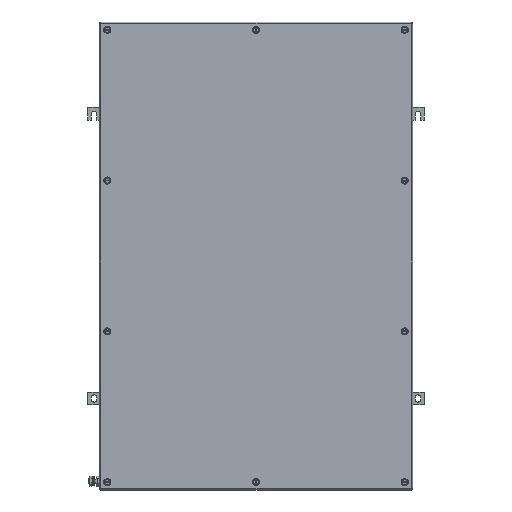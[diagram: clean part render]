
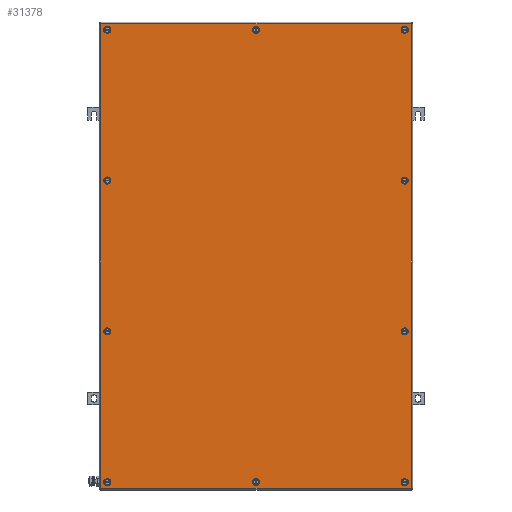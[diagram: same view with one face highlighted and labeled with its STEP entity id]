
A CAD part, top view. The second image highlights one B-rep face of the part: STEP entity #31378.
In plain terms, the highlighted planar face has unit normal (0, 0, 1).
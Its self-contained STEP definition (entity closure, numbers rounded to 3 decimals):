
#31144=AXIS2_PLACEMENT_3D('Circle Axis2P3D',#31142,#31143,$) ;
#31171=AXIS2_PLACEMENT_3D('Plane Axis2P3D',#31168,#31169,#31170) ;
#31209=AXIS2_PLACEMENT_3D('Circle Axis2P3D',#31207,#31208,$) ;
#31218=AXIS2_PLACEMENT_3D('Circle Axis2P3D',#31216,#31217,$) ;
#31227=AXIS2_PLACEMENT_3D('Circle Axis2P3D',#31225,#31226,$) ;
#31236=AXIS2_PLACEMENT_3D('Circle Axis2P3D',#31234,#31235,$) ;
#31245=AXIS2_PLACEMENT_3D('Circle Axis2P3D',#31243,#31244,$) ;
#31254=AXIS2_PLACEMENT_3D('Circle Axis2P3D',#31252,#31253,$) ;
#31263=AXIS2_PLACEMENT_3D('Circle Axis2P3D',#31261,#31262,$) ;
#31272=AXIS2_PLACEMENT_3D('Circle Axis2P3D',#31270,#31271,$) ;
#31281=AXIS2_PLACEMENT_3D('Circle Axis2P3D',#31279,#31280,$) ;
#31290=AXIS2_PLACEMENT_3D('Circle Axis2P3D',#31288,#31289,$) ;
#31299=AXIS2_PLACEMENT_3D('Circle Axis2P3D',#31297,#31298,$) ;
#31308=AXIS2_PLACEMENT_3D('Circle Axis2P3D',#31306,#31307,$) ;
#31317=AXIS2_PLACEMENT_3D('Circle Axis2P3D',#31315,#31316,$) ;
#31326=AXIS2_PLACEMENT_3D('Circle Axis2P3D',#31324,#31325,$) ;
#31335=AXIS2_PLACEMENT_3D('Circle Axis2P3D',#31333,#31334,$) ;
#31344=AXIS2_PLACEMENT_3D('Circle Axis2P3D',#31342,#31343,$) ;
#31353=AXIS2_PLACEMENT_3D('Circle Axis2P3D',#31351,#31352,$) ;
#31362=AXIS2_PLACEMENT_3D('Circle Axis2P3D',#31360,#31361,$) ;
#31371=AXIS2_PLACEMENT_3D('Circle Axis2P3D',#31369,#31370,$) ;
#31139=CARTESIAN_POINT('Vertex',(41.5,606.667,203.5)) ;
#31142=CARTESIAN_POINT('Axis2P3D Location',(38.,606.667,203.5)) ;
#31146=CARTESIAN_POINT('Vertex',(34.5,606.667,203.5)) ;
#31168=CARTESIAN_POINT('Axis2P3D Location',(330.5,459.5,203.5)) ;
#31173=CARTESIAN_POINT('Line Origine',(330.5,916.,203.5)) ;
#31177=CARTESIAN_POINT('Vertex',(635.,916.,203.5)) ;
#31179=CARTESIAN_POINT('Vertex',(26.,916.,203.5)) ;
#31182=CARTESIAN_POINT('Line Origine',(26.,459.5,203.5)) ;
#31186=CARTESIAN_POINT('Vertex',(26.,3.,203.5)) ;
#31189=CARTESIAN_POINT('Line Origine',(330.5,3.,203.5)) ;
#31193=CARTESIAN_POINT('Vertex',(635.,3.,203.5)) ;
#31196=CARTESIAN_POINT('Line Origine',(635.,459.5,203.5)) ;
#31207=CARTESIAN_POINT('Axis2P3D Location',(38.,606.667,203.5)) ;
#31216=CARTESIAN_POINT('Axis2P3D Location',(38.,312.333,203.5)) ;
#31220=CARTESIAN_POINT('Vertex',(34.5,312.333,203.5)) ;
#31222=CARTESIAN_POINT('Vertex',(41.5,312.333,203.5)) ;
#31225=CARTESIAN_POINT('Axis2P3D Location',(38.,312.333,203.5)) ;
#31234=CARTESIAN_POINT('Axis2P3D Location',(623.,312.333,203.5)) ;
#31238=CARTESIAN_POINT('Vertex',(626.5,312.333,203.5)) ;
#31240=CARTESIAN_POINT('Vertex',(619.5,312.333,203.5)) ;
#31243=CARTESIAN_POINT('Axis2P3D Location',(623.,312.333,203.5)) ;
#31252=CARTESIAN_POINT('Axis2P3D Location',(623.,606.667,203.5)) ;
#31256=CARTESIAN_POINT('Vertex',(626.5,606.667,203.5)) ;
#31258=CARTESIAN_POINT('Vertex',(619.5,606.667,203.5)) ;
#31261=CARTESIAN_POINT('Axis2P3D Location',(623.,606.667,203.5)) ;
#31270=CARTESIAN_POINT('Axis2P3D Location',(330.5,15.,203.5)) ;
#31274=CARTESIAN_POINT('Vertex',(334.,15.,203.5)) ;
#31276=CARTESIAN_POINT('Vertex',(327.,15.,203.5)) ;
#31279=CARTESIAN_POINT('Axis2P3D Location',(330.5,15.,203.5)) ;
#31288=CARTESIAN_POINT('Axis2P3D Location',(330.5,904.,203.5)) ;
#31292=CARTESIAN_POINT('Vertex',(334.,904.,203.5)) ;
#31294=CARTESIAN_POINT('Vertex',(327.,904.,203.5)) ;
#31297=CARTESIAN_POINT('Axis2P3D Location',(330.5,904.,203.5)) ;
#31306=CARTESIAN_POINT('Axis2P3D Location',(38.,904.,203.5)) ;
#31310=CARTESIAN_POINT('Vertex',(34.5,904.,203.5)) ;
#31312=CARTESIAN_POINT('Vertex',(41.5,904.,203.5)) ;
#31315=CARTESIAN_POINT('Axis2P3D Location',(38.,904.,203.5)) ;
#31324=CARTESIAN_POINT('Axis2P3D Location',(38.,15.,203.5)) ;
#31328=CARTESIAN_POINT('Vertex',(34.5,15.,203.5)) ;
#31330=CARTESIAN_POINT('Vertex',(41.5,15.,203.5)) ;
#31333=CARTESIAN_POINT('Axis2P3D Location',(38.,15.,203.5)) ;
#31342=CARTESIAN_POINT('Axis2P3D Location',(623.,15.,203.5)) ;
#31346=CARTESIAN_POINT('Vertex',(626.5,15.,203.5)) ;
#31348=CARTESIAN_POINT('Vertex',(619.5,15.,203.5)) ;
#31351=CARTESIAN_POINT('Axis2P3D Location',(623.,15.,203.5)) ;
#31360=CARTESIAN_POINT('Axis2P3D Location',(623.,904.,203.5)) ;
#31364=CARTESIAN_POINT('Vertex',(626.5,904.,203.5)) ;
#31366=CARTESIAN_POINT('Vertex',(619.5,904.,203.5)) ;
#31369=CARTESIAN_POINT('Axis2P3D Location',(623.,904.,203.5)) ;
#31143=DIRECTION('Axis2P3D Direction',(0.,0.,1.)) ;
#31169=DIRECTION('Axis2P3D Direction',(0.,0.,1.)) ;
#31170=DIRECTION('Axis2P3D XDirection',(1.,0.,0.)) ;
#31174=DIRECTION('Vector Direction',(1.,0.,0.)) ;
#31183=DIRECTION('Vector Direction',(0.,-1.,0.)) ;
#31190=DIRECTION('Vector Direction',(1.,0.,0.)) ;
#31197=DIRECTION('Vector Direction',(0.,1.,0.)) ;
#31208=DIRECTION('Axis2P3D Direction',(0.,0.,1.)) ;
#31217=DIRECTION('Axis2P3D Direction',(0.,0.,1.)) ;
#31226=DIRECTION('Axis2P3D Direction',(0.,0.,1.)) ;
#31235=DIRECTION('Axis2P3D Direction',(0.,0.,1.)) ;
#31244=DIRECTION('Axis2P3D Direction',(0.,0.,1.)) ;
#31253=DIRECTION('Axis2P3D Direction',(0.,0.,1.)) ;
#31262=DIRECTION('Axis2P3D Direction',(0.,0.,1.)) ;
#31271=DIRECTION('Axis2P3D Direction',(0.,0.,1.)) ;
#31280=DIRECTION('Axis2P3D Direction',(0.,0.,1.)) ;
#31289=DIRECTION('Axis2P3D Direction',(0.,0.,1.)) ;
#31298=DIRECTION('Axis2P3D Direction',(0.,0.,1.)) ;
#31307=DIRECTION('Axis2P3D Direction',(0.,0.,1.)) ;
#31316=DIRECTION('Axis2P3D Direction',(0.,0.,1.)) ;
#31325=DIRECTION('Axis2P3D Direction',(0.,0.,1.)) ;
#31334=DIRECTION('Axis2P3D Direction',(0.,0.,1.)) ;
#31343=DIRECTION('Axis2P3D Direction',(0.,0.,1.)) ;
#31352=DIRECTION('Axis2P3D Direction',(0.,0.,1.)) ;
#31361=DIRECTION('Axis2P3D Direction',(0.,0.,1.)) ;
#31370=DIRECTION('Axis2P3D Direction',(0.,0.,1.)) ;
#31175=VECTOR('Line Direction',#31174,1.) ;
#31184=VECTOR('Line Direction',#31183,1.) ;
#31191=VECTOR('Line Direction',#31190,1.) ;
#31198=VECTOR('Line Direction',#31197,1.) ;
#31202=ORIENTED_EDGE('',*,*,#31181,.T.) ;
#31203=ORIENTED_EDGE('',*,*,#31188,.T.) ;
#31204=ORIENTED_EDGE('',*,*,#31195,.T.) ;
#31205=ORIENTED_EDGE('',*,*,#31200,.T.) ;
#31213=ORIENTED_EDGE('',*,*,#31211,.F.) ;
#31214=ORIENTED_EDGE('',*,*,#31148,.F.) ;
#31231=ORIENTED_EDGE('',*,*,#31224,.F.) ;
#31232=ORIENTED_EDGE('',*,*,#31229,.F.) ;
#31249=ORIENTED_EDGE('',*,*,#31242,.F.) ;
#31250=ORIENTED_EDGE('',*,*,#31247,.F.) ;
#31267=ORIENTED_EDGE('',*,*,#31260,.F.) ;
#31268=ORIENTED_EDGE('',*,*,#31265,.F.) ;
#31285=ORIENTED_EDGE('',*,*,#31278,.F.) ;
#31286=ORIENTED_EDGE('',*,*,#31283,.F.) ;
#31303=ORIENTED_EDGE('',*,*,#31296,.F.) ;
#31304=ORIENTED_EDGE('',*,*,#31301,.F.) ;
#31321=ORIENTED_EDGE('',*,*,#31314,.F.) ;
#31322=ORIENTED_EDGE('',*,*,#31319,.F.) ;
#31339=ORIENTED_EDGE('',*,*,#31332,.F.) ;
#31340=ORIENTED_EDGE('',*,*,#31337,.F.) ;
#31357=ORIENTED_EDGE('',*,*,#31350,.F.) ;
#31358=ORIENTED_EDGE('',*,*,#31355,.F.) ;
#31375=ORIENTED_EDGE('',*,*,#31368,.F.) ;
#31376=ORIENTED_EDGE('',*,*,#31373,.F.) ;
#31215=FACE_BOUND('',#31212,.T.) ;
#31233=FACE_BOUND('',#31230,.T.) ;
#31251=FACE_BOUND('',#31248,.T.) ;
#31269=FACE_BOUND('',#31266,.T.) ;
#31287=FACE_BOUND('',#31284,.T.) ;
#31305=FACE_BOUND('',#31302,.T.) ;
#31323=FACE_BOUND('',#31320,.T.) ;
#31341=FACE_BOUND('',#31338,.T.) ;
#31359=FACE_BOUND('',#31356,.T.) ;
#31377=FACE_BOUND('',#31374,.T.) ;
#31378=ADVANCED_FACE('ZUB_KTB_FS_916120_0GP_AllCATPart.2\\ZUB_DE_KTB_FS.1\\DE_KTB_MH_PART_MASTER.1\\Koerper.2',(#31206,#31215,#31233,#31251,#31269,#31287,#31305,#31323,#31341,#31359,#31377),#31172,.T.) ;
#31145=CIRCLE('generated circle',#31144,3.5) ;
#31210=CIRCLE('generated circle',#31209,3.5) ;
#31219=CIRCLE('generated circle',#31218,3.5) ;
#31228=CIRCLE('generated circle',#31227,3.5) ;
#31237=CIRCLE('generated circle',#31236,3.5) ;
#31246=CIRCLE('generated circle',#31245,3.5) ;
#31255=CIRCLE('generated circle',#31254,3.5) ;
#31264=CIRCLE('generated circle',#31263,3.5) ;
#31273=CIRCLE('generated circle',#31272,3.5) ;
#31282=CIRCLE('generated circle',#31281,3.5) ;
#31291=CIRCLE('generated circle',#31290,3.5) ;
#31300=CIRCLE('generated circle',#31299,3.5) ;
#31309=CIRCLE('generated circle',#31308,3.5) ;
#31318=CIRCLE('generated circle',#31317,3.5) ;
#31327=CIRCLE('generated circle',#31326,3.5) ;
#31336=CIRCLE('generated circle',#31335,3.5) ;
#31345=CIRCLE('generated circle',#31344,3.5) ;
#31354=CIRCLE('generated circle',#31353,3.5) ;
#31363=CIRCLE('generated circle',#31362,3.5) ;
#31372=CIRCLE('generated circle',#31371,3.5) ;
#31148=EDGE_CURVE('',#31140,#31147,#31145,.T.) ;
#31181=EDGE_CURVE('',#31178,#31180,#31176,.F.) ;
#31188=EDGE_CURVE('',#31180,#31187,#31185,.T.) ;
#31195=EDGE_CURVE('',#31187,#31194,#31192,.T.) ;
#31200=EDGE_CURVE('',#31194,#31178,#31199,.T.) ;
#31211=EDGE_CURVE('',#31147,#31140,#31210,.T.) ;
#31224=EDGE_CURVE('',#31221,#31223,#31219,.T.) ;
#31229=EDGE_CURVE('',#31223,#31221,#31228,.T.) ;
#31242=EDGE_CURVE('',#31239,#31241,#31237,.T.) ;
#31247=EDGE_CURVE('',#31241,#31239,#31246,.T.) ;
#31260=EDGE_CURVE('',#31257,#31259,#31255,.T.) ;
#31265=EDGE_CURVE('',#31259,#31257,#31264,.T.) ;
#31278=EDGE_CURVE('',#31275,#31277,#31273,.T.) ;
#31283=EDGE_CURVE('',#31277,#31275,#31282,.T.) ;
#31296=EDGE_CURVE('',#31293,#31295,#31291,.T.) ;
#31301=EDGE_CURVE('',#31295,#31293,#31300,.T.) ;
#31314=EDGE_CURVE('',#31311,#31313,#31309,.T.) ;
#31319=EDGE_CURVE('',#31313,#31311,#31318,.T.) ;
#31332=EDGE_CURVE('',#31329,#31331,#31327,.T.) ;
#31337=EDGE_CURVE('',#31331,#31329,#31336,.T.) ;
#31350=EDGE_CURVE('',#31347,#31349,#31345,.T.) ;
#31355=EDGE_CURVE('',#31349,#31347,#31354,.T.) ;
#31368=EDGE_CURVE('',#31365,#31367,#31363,.T.) ;
#31373=EDGE_CURVE('',#31367,#31365,#31372,.T.) ;
#31201=EDGE_LOOP('',(#31202,#31203,#31204,#31205)) ;
#31212=EDGE_LOOP('',(#31213,#31214)) ;
#31230=EDGE_LOOP('',(#31231,#31232)) ;
#31248=EDGE_LOOP('',(#31249,#31250)) ;
#31266=EDGE_LOOP('',(#31267,#31268)) ;
#31284=EDGE_LOOP('',(#31285,#31286)) ;
#31302=EDGE_LOOP('',(#31303,#31304)) ;
#31320=EDGE_LOOP('',(#31321,#31322)) ;
#31338=EDGE_LOOP('',(#31339,#31340)) ;
#31356=EDGE_LOOP('',(#31357,#31358)) ;
#31374=EDGE_LOOP('',(#31375,#31376)) ;
#31206=FACE_OUTER_BOUND('',#31201,.T.) ;
#31176=LINE('Line',#31173,#31175) ;
#31185=LINE('Line',#31182,#31184) ;
#31192=LINE('Line',#31189,#31191) ;
#31199=LINE('Line',#31196,#31198) ;
#31172=PLANE('',#31171) ;
#31140=VERTEX_POINT('',#31139) ;
#31147=VERTEX_POINT('',#31146) ;
#31178=VERTEX_POINT('',#31177) ;
#31180=VERTEX_POINT('',#31179) ;
#31187=VERTEX_POINT('',#31186) ;
#31194=VERTEX_POINT('',#31193) ;
#31221=VERTEX_POINT('',#31220) ;
#31223=VERTEX_POINT('',#31222) ;
#31239=VERTEX_POINT('',#31238) ;
#31241=VERTEX_POINT('',#31240) ;
#31257=VERTEX_POINT('',#31256) ;
#31259=VERTEX_POINT('',#31258) ;
#31275=VERTEX_POINT('',#31274) ;
#31277=VERTEX_POINT('',#31276) ;
#31293=VERTEX_POINT('',#31292) ;
#31295=VERTEX_POINT('',#31294) ;
#31311=VERTEX_POINT('',#31310) ;
#31313=VERTEX_POINT('',#31312) ;
#31329=VERTEX_POINT('',#31328) ;
#31331=VERTEX_POINT('',#31330) ;
#31347=VERTEX_POINT('',#31346) ;
#31349=VERTEX_POINT('',#31348) ;
#31365=VERTEX_POINT('',#31364) ;
#31367=VERTEX_POINT('',#31366) ;
